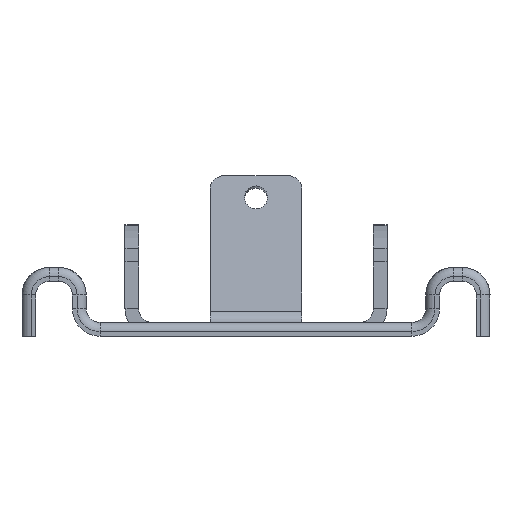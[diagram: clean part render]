
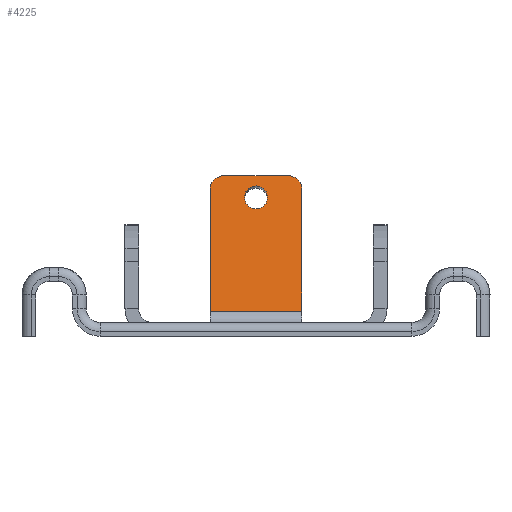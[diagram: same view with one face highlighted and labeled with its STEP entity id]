
A CAD part, left-side view. The second image highlights one B-rep face of the part: STEP entity #4225.
In plain terms, the highlighted planar face has unit normal (-0.985, 0, 0.174).
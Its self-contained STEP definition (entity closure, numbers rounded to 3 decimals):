
#21=FACE_BOUND('',#456,.T.);
#211=FACE_OUTER_BOUND('',#455,.T.);
#455=EDGE_LOOP('',(#3055,#3056,#3057,#3058,#3059,#3060));
#456=EDGE_LOOP('',(#3061));
#704=CIRCLE('',#4535,3.);
#705=CIRCLE('',#4538,3.);
#706=CIRCLE('',#4539,2.518);
#975=LINE('',#6593,#1419);
#978=LINE('',#6599,#1422);
#979=LINE('',#6601,#1423);
#980=LINE('',#6603,#1424);
#1419=VECTOR('',#5231,10.);
#1422=VECTOR('',#5236,4.32);
#1423=VECTOR('',#5237,10.);
#1424=VECTOR('',#5238,4.32);
#1843=VERTEX_POINT('',#6586);
#1844=VERTEX_POINT('',#6588);
#1845=VERTEX_POINT('',#6592);
#1847=VERTEX_POINT('',#6598);
#1848=VERTEX_POINT('',#6600);
#1849=VERTEX_POINT('',#6602);
#1850=VERTEX_POINT('',#6605);
#2295=EDGE_CURVE('',#1843,#1844,#704,.T.);
#2297=EDGE_CURVE('',#1845,#1844,#975,.T.);
#2300=EDGE_CURVE('',#1843,#1847,#978,.T.);
#2301=EDGE_CURVE('',#1847,#1848,#979,.T.);
#2302=EDGE_CURVE('',#1849,#1848,#980,.T.);
#2303=EDGE_CURVE('',#1845,#1849,#705,.T.);
#2304=EDGE_CURVE('',#1850,#1850,#706,.T.);
#3055=ORIENTED_EDGE('',*,*,#2295,.F.);
#3056=ORIENTED_EDGE('',*,*,#2300,.T.);
#3057=ORIENTED_EDGE('',*,*,#2301,.T.);
#3058=ORIENTED_EDGE('',*,*,#2302,.F.);
#3059=ORIENTED_EDGE('',*,*,#2303,.F.);
#3060=ORIENTED_EDGE('',*,*,#2297,.T.);
#3061=ORIENTED_EDGE('',*,*,#2304,.T.);
#4048=PLANE('',#4537);
#4225=ADVANCED_FACE('',(#211,#21),#4048,.T.);
#4535=AXIS2_PLACEMENT_3D('',#6589,#5226,#5227);
#4537=AXIS2_PLACEMENT_3D('',#6597,#5234,#5235);
#4538=AXIS2_PLACEMENT_3D('',#6604,#5239,#5240);
#4539=AXIS2_PLACEMENT_3D('',#6606,#5241,#5242);
#5226=DIRECTION('center_axis',(0.985,0.,-0.174));
#5227=DIRECTION('ref_axis',(0.123,0.707,0.696));
#5231=DIRECTION('',(0.,1.,0.));
#5234=DIRECTION('center_axis',(-0.985,0.,
0.174));
#5235=DIRECTION('ref_axis',(0.174,0.,0.985));
#5236=DIRECTION('',(-0.174,0.,-0.985));
#5237=DIRECTION('',(0.,-1.,0.));
#5238=DIRECTION('',(-0.174,0.,-0.985));
#5239=DIRECTION('center_axis',(0.985,0.,-0.174));
#5240=DIRECTION('ref_axis',(0.123,-0.707,0.696));
#5241=DIRECTION('center_axis',(0.985,0.,-0.174));
#5242=DIRECTION('ref_axis',(0.,1.,0.));
#6586=CARTESIAN_POINT('',(138.602,10.,32.035));
#6588=CARTESIAN_POINT('',(139.123,7.,34.989));
#6589=CARTESIAN_POINT('Origin',(138.602,7.,32.035));
#6592=CARTESIAN_POINT('',(139.123,-7.,34.989));
#6593=CARTESIAN_POINT('',(139.123,-10.,34.989));
#6597=CARTESIAN_POINT('Origin',(110.131,0.,-129.437));
#6598=CARTESIAN_POINT('',(133.92,10.,5.479));
#6599=CARTESIAN_POINT('',(131.563,10.,-7.886));
#6600=CARTESIAN_POINT('',(133.92,-10.,5.479));
#6601=CARTESIAN_POINT('',(133.92,0.,5.479));
#6602=CARTESIAN_POINT('',(138.602,-10.,32.035));
#6603=CARTESIAN_POINT('',(131.563,-10.,-7.886));
#6604=CARTESIAN_POINT('Origin',(138.602,-7.,32.035));
#6605=CARTESIAN_POINT('',(138.292,-2.518,30.277));
#6606=CARTESIAN_POINT('Origin',(138.292,0.,30.277));
